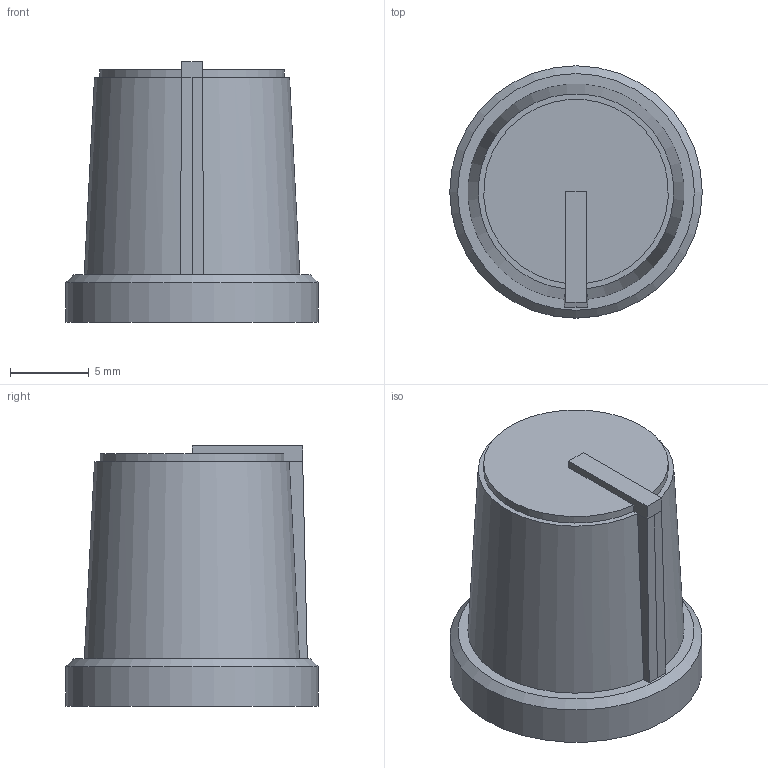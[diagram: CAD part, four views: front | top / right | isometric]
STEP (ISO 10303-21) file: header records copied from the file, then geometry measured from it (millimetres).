
FILE_DESCRIPTION(('FreeCAD Model'),'2;1');
FILE_NAME('Open CASCADE Shape Model','2025-03-26T21:26:51',('Author'),( ''),'Open CASCADE STEP processor 7.8','FreeCAD','Unknown');
FILE_SCHEMA(('AUTOMOTIVE_DESIGN { 1 0 10303 214 1 1 1 1 }'));
Length unit declared in the file: millimetre
Products named in the file (1): Body
Bounding box: 16 x 16 x 16.5 mm (x, y, z)
Volume: 2114.6 mm3; surface area: 1220.3 mm2
Topology: 1 solids, 1 shells, 19 faces, 40 edges, 25 vertices
Faces by surface type: plane 10, bspline 5, cylinder 3, cone 1
Full cylindrical faces by diameter (mm): 6 x1, 16 x1
Entity records: 546 total; most frequent: CARTESIAN_POINT 131, ORIENTED_EDGE 80, DIRECTION 74, EDGE_CURVE 40, LINE 26, VECTOR 26, VERTEX_POINT 25, AXIS2_PLACEMENT_3D 24
